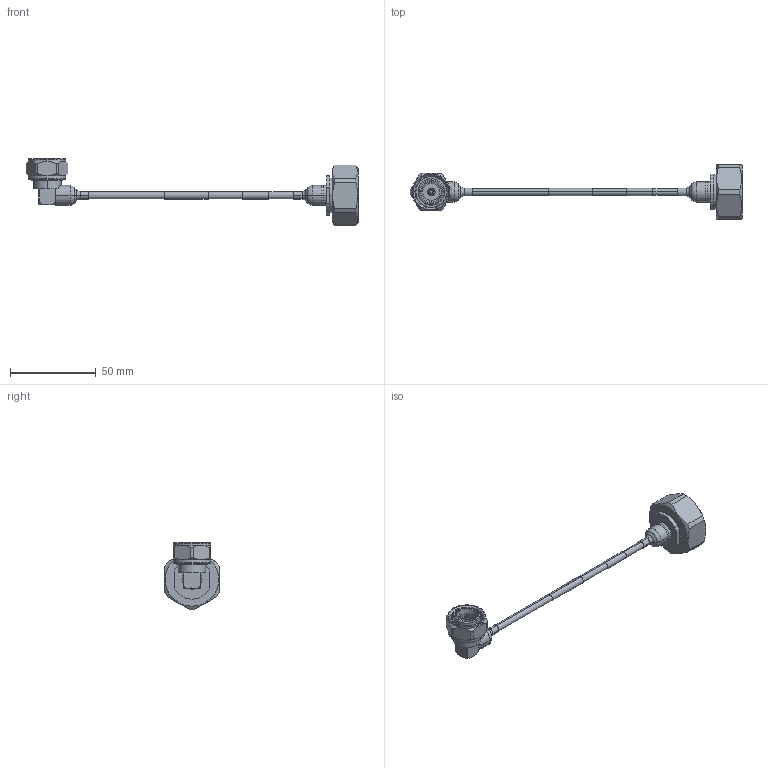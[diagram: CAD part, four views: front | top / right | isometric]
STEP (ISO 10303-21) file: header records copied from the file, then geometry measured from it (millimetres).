
FILE_DESCRIPTION (( 'STEP AP214' ), '1' );
FILE_NAME ('FMCA2490_3D.step', '2024-06-12T21:35:51', ( '' ), ( '' ), 'SwSTEP 2.0', 'SolidWorks 2022', '' );
FILE_SCHEMA (( 'AUTOMOTIVE_DESIGN' ));
Length unit declared in the file: inch
Products named in the file (5): FMCA2490_3D; TC-402-4310M-RA-LP-PE; TFT-5G-402^FMCA2490_LABEL PE+FM; HEAT SHRINK^FMCA2490_1.5; TC-402-716M-LP-PE
Assembly tree (5 placements, depth 2):
  FMCA2490_3D
    TFT-5G-402^FMCA2490_LABEL PE+FM
    HEAT SHRINK^FMCA2490_1.5  x2
    TC-402-716M-LP-PE
    TC-402-4310M-RA-LP-PE
Bounding box: 193.93 x 31.86 x 39.22 mm (x, y, z)
Volume: 19017.6 mm3; surface area: 15174.4 mm2
Topology: 7 solids, 8 shells, 341 faces, 746 edges, 444 vertices
Faces by surface type: cylinder 134, cone 92, plane 75, torus 40
Entity records: 9976 total; most frequent: CARTESIAN_POINT 2390, DIRECTION 1681, ORIENTED_EDGE 1404, AXIS2_PLACEMENT_3D 708, EDGE_CURVE 702, VERTEX_POINT 420, CIRCLE 381, EDGE_LOOP 356
